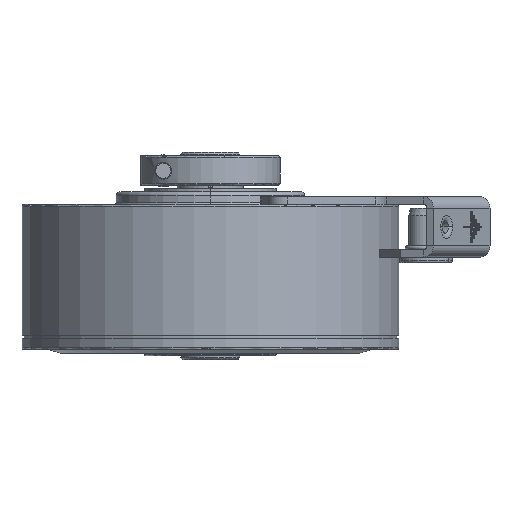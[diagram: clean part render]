
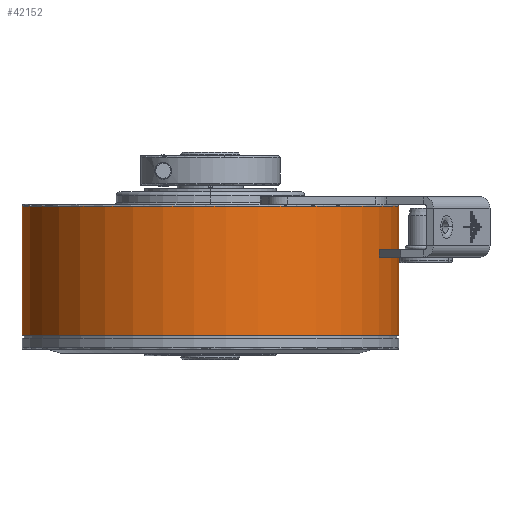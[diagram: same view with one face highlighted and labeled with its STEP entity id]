
A CAD part, front view. The second image highlights one B-rep face of the part: STEP entity #42152.
In plain terms, the highlighted cylindrical face has radius 50 mm (diameter 100 mm), a partial arc.
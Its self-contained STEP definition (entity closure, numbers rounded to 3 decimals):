
#7729=CARTESIAN_POINT('',(0.,0.,-77.85));
#7730=DIRECTION('',(0.,0.,1.));
#7731=DIRECTION('',(-0.627,0.779,0.));
#7732=AXIS2_PLACEMENT_3D('',#7729,#7730,#7731);
#7814=CARTESIAN_POINT('',(0.,0.,-43.65));
#7815=DIRECTION('',(0.,0.,1.));
#7816=DIRECTION('',(-0.627,0.779,0.));
#7817=AXIS2_PLACEMENT_3D('',#7814,#7815,#7816);
#7819=DIRECTION('',(0.,0.,-1.));
#7820=VECTOR('',#7819,34.2);
#7821=CARTESIAN_POINT('',(31.345,38.955,-43.65));
#7822=LINE('',#7821,#7820);
#7823=DIRECTION('',(0.,0.,-1.));
#7824=VECTOR('',#7823,34.2);
#7825=CARTESIAN_POINT('',(-31.345,38.955,-43.65));
#7826=LINE('',#7825,#7824);
#31964=CARTESIAN_POINT('',(-31.345,38.955,-77.85));
#31965=CARTESIAN_POINT('',(31.345,38.955,-77.85));
#31966=VERTEX_POINT('',#31964);
#31967=VERTEX_POINT('',#31965);
#32034=CARTESIAN_POINT('',(31.345,38.955,-43.65));
#32036=VERTEX_POINT('',#32034);
#32060=CARTESIAN_POINT('',(-31.345,38.955,-43.65));
#32061=VERTEX_POINT('',#32060);
#42140=CARTESIAN_POINT('',(0.,0.,-36.05));
#42141=DIRECTION('',(0.,0.,1.));
#42142=DIRECTION('',(1.,0.,0.));
#42143=AXIS2_PLACEMENT_3D('',#42140,#42141,#42142);
#42144=CYLINDRICAL_SURFACE('',#42143,50.);
#42145=ORIENTED_EDGE('',*,*,#41957,.T.);
#42147=ORIENTED_EDGE('',*,*,#42146,.T.);
#42148=ORIENTED_EDGE('',*,*,#42043,.F.);
#42149=ORIENTED_EDGE('',*,*,#42132,.F.);
#42150=EDGE_LOOP('',(#42145,#42147,#42148,#42149));
#42151=FACE_OUTER_BOUND('',#42150,.F.);
#7733=CIRCLE('',#7732,50.);
#7818=CIRCLE('',#7817,50.);
#41957=EDGE_CURVE('',#32061,#32036,#7818,.T.);
#42043=EDGE_CURVE('',#31966,#31967,#7733,.T.);
#42132=EDGE_CURVE('',#32061,#31966,#7826,.T.);
#42146=EDGE_CURVE('',#32036,#31967,#7822,.T.);
#42152=ADVANCED_FACE('',(#42151),#42144,.T.);
